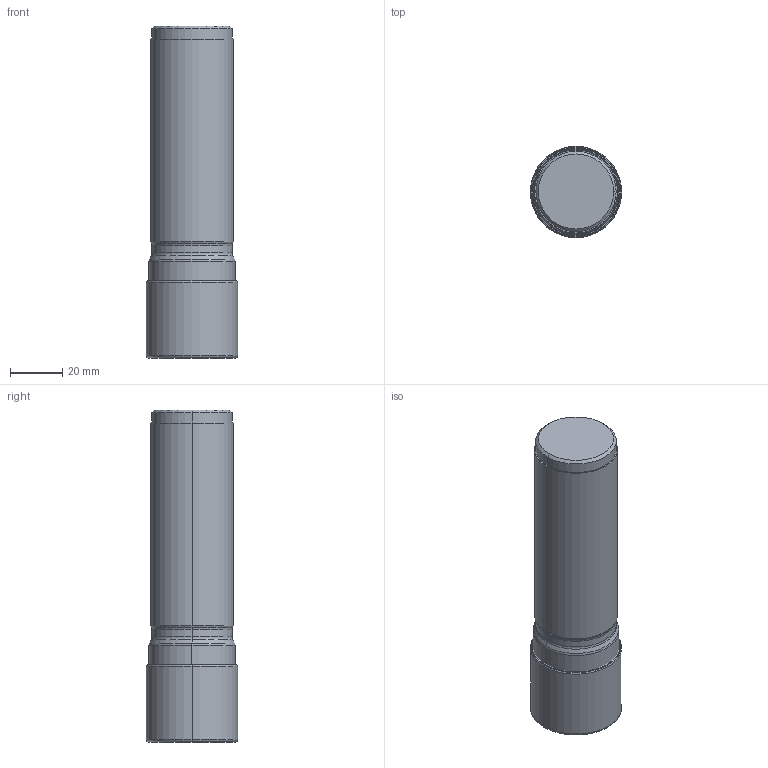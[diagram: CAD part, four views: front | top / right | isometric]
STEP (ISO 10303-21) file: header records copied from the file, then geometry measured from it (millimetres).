
FILE_DESCRIPTION(/* description */ (''),/* implementation_level */ '2;1');
FILE_NAME(/* name */ 'VPX200UR223FA20S1112_IR0_039.stp',/* time_stamp */ '2021-06-22T11:11:41+09:00',/* author */ (''),/* organization */ (''),/* preprocessor_version */ 'ST-DEVELOPER v16',/* originating_system */ 'SIEMENS PLM Software NX 10.0',/* authorisation */ '');
FILE_SCHEMA (('AUTOMOTIVE_DESIGN { 1 0 10303 214 3 1 1 1 }'));
Length unit declared in the file: millimetre
Products named in the file (1): VPX200UR223FA20S1112_IR0_039_ASM
Bounding box: 34.92 x 34.92 x 127 mm (x, y, z)
Volume: 112282.6 mm3; surface area: 20522.6 mm2
Topology: 2 solids, 2 shells, 76 faces, 172 edges, 125 vertices
Faces by surface type: revolution 34, torus 14, cylinder 12, cone 12, plane 4
Entity records: 2909 total; most frequent: CARTESIAN_POINT 1112, DIRECTION 355, ORIENTED_EDGE 300, EDGE_CURVE 150, AXIS2_PLACEMENT_3D 147, CIRCLE 94, B_SPLINE_CURVE_WITH_KNOTS 85, EDGE_LOOP 78
